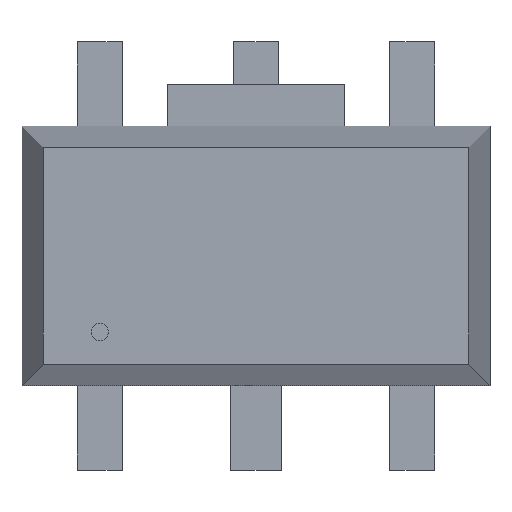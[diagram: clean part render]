
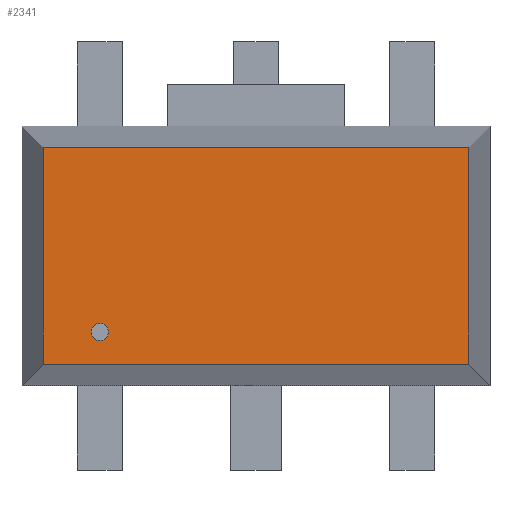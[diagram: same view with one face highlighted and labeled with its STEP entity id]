
A CAD part, top view. The second image highlights one B-rep face of the part: STEP entity #2341.
In plain terms, the highlighted planar face has unit normal (0, 0, 1).
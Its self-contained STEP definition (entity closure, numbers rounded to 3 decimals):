
#2341=ADVANCED_FACE($,(#2347),#2342,.F.);
#2342=PLANE($,#2343);
#2343=AXIS2_PLACEMENT_3D($,#2344,#2345,#2346);
#2344=CARTESIAN_POINT('Origin',(-2.045,-1.041,1.549));
#2345=DIRECTION('center_axis',(0.0,0.0,-1.0));
#2346=DIRECTION('ref_axis',(0.,1.,0.));
#2347=FACE_OUTER_BOUND($,#2348,.T.);
#2348=EDGE_LOOP($,(#2349,#2359,#2369,#2379));
#2349=ORIENTED_EDGE($,*,*,#2350,.F.);
#2350=EDGE_CURVE($,#2351,#2353,#2355,.T.);
#2351=VERTEX_POINT($,#2352);
#2352=CARTESIAN_POINT('',(2.045,-1.041,1.549));
#2353=VERTEX_POINT($,#2354);
#2354=CARTESIAN_POINT('',(-2.045,-1.041,1.549));
#2355=LINE($,#2356,#2357);
#2356=CARTESIAN_POINT($,(2.045,-1.041,1.549));
#2357=VECTOR($,#2358,4.089);
#2358=DIRECTION($,(-1.0,0.0,0.0));
#2359=ORIENTED_EDGE($,*,*,#2360,.F.);
#2360=EDGE_CURVE($,#2361,#2363,#2365,.T.);
#2361=VERTEX_POINT($,#2362);
#2362=CARTESIAN_POINT('',(2.045,1.041,1.549));
#2363=VERTEX_POINT($,#2352);
#2365=LINE($,#2366,#2367);
#2366=CARTESIAN_POINT($,(2.045,1.041,1.549));
#2367=VECTOR($,#2368,2.083);
#2368=DIRECTION($,(0.0,-1.0,0.0));
#2369=ORIENTED_EDGE($,*,*,#2370,.F.);
#2370=EDGE_CURVE($,#2371,#2373,#2375,.T.);
#2371=VERTEX_POINT($,#2372);
#2372=CARTESIAN_POINT('',(-2.045,1.041,1.549));
#2373=VERTEX_POINT($,#2362);
#2375=LINE($,#2376,#2377);
#2376=CARTESIAN_POINT($,(-2.045,1.041,1.549));
#2377=VECTOR($,#2378,4.089);
#2378=DIRECTION($,(1.0,0.0,0.0));
#2379=ORIENTED_EDGE($,*,*,#2380,.F.);
#2380=EDGE_CURVE($,#2381,#2383,#2385,.T.);
#2381=VERTEX_POINT($,#2354);
#2383=VERTEX_POINT($,#2372);
#2385=LINE($,#2386,#2387);
#2386=CARTESIAN_POINT($,(-2.045,-1.041,1.549));
#2387=VECTOR($,#2388,2.083);
#2388=DIRECTION($,(0.0,1.0,0.0));
